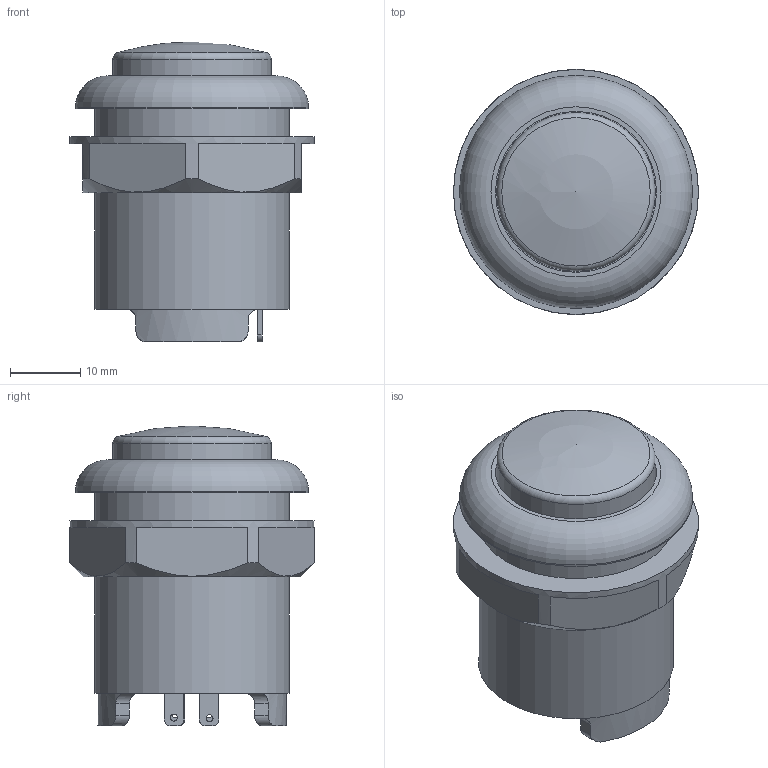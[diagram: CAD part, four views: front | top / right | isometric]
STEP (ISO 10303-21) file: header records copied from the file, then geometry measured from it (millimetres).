
FILE_DESCRIPTION(/* description */ (''),/* implementation_level */ '2;1');
FILE_NAME(/* name */ 'Adafruit 30mm Button with LED v2.step',/* time_stamp */ '2021-04-13T11:42:16-04:00',/* author */ (''),/* organization */ (''),/* preprocessor_version */ 'ST-DEVELOPER v18.1',/* originating_system */ 'Autodesk Translation Framework v10.6.0.1341',/* authorisation */ '');
FILE_SCHEMA (('AUTOMOTIVE_DESIGN { 1 0 10303 214 3 1 1 }'));
Length unit declared in the file: millimetre
Products named in the file (7): Adafruit 30mm Button with LED; shell_body; nut; button_body; button_mechanics; pins; led_pins
Assembly tree (6 placements, depth 3):
  Adafruit 30mm Button with LED
    shell_body
    nut
    button_body
    button_mechanics
      pins
    led_pins
Bounding box: 35 x 35 x 42.85 mm (x, y, z)
Volume: 20591 mm3; surface area: 10754.6 mm2
Topology: 8 solids, 8 shells, 107 faces, 264 edges, 176 vertices
Faces by surface type: plane 67, cylinder 35, torus 2, sphere 2, cone 1
Full cylindrical faces by diameter (mm): 1 x4, 20.65 x1, 22.65 x1, 23 x1, 27.822 x1, 28 x1, 33.3 x1, 35 x1
Entity records: 3543 total; most frequent: CARTESIAN_POINT 719, DIRECTION 562, ORIENTED_EDGE 524, EDGE_CURVE 262, AXIS2_PLACEMENT_3D 202, VERTEX_POINT 176, LINE 158, VECTOR 158
